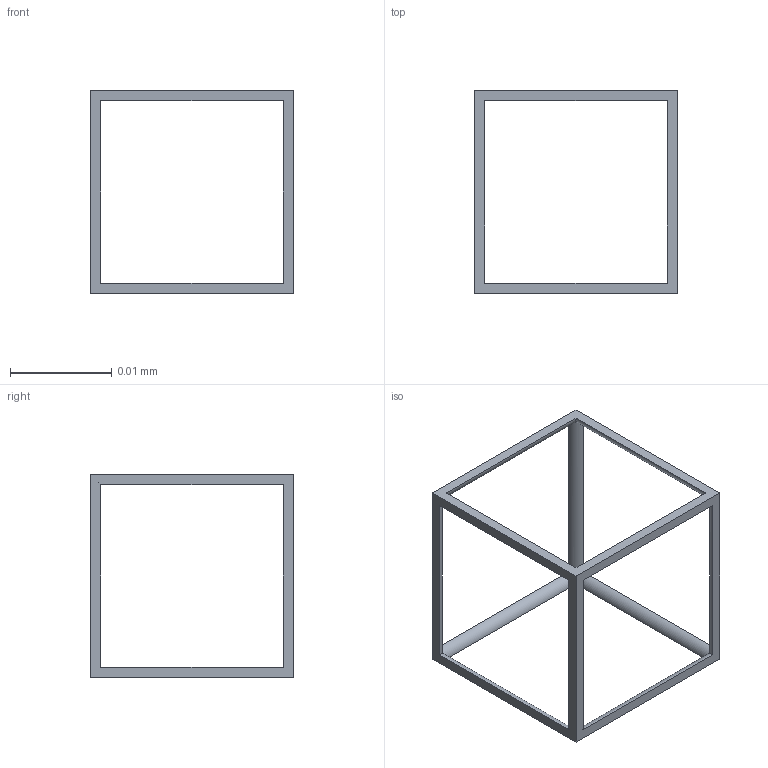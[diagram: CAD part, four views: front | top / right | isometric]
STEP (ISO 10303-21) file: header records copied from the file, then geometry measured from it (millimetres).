
FILE_DESCRIPTION (( 'STEP AP203' ), '1' );
FILE_NAME ('cubic.STEP', '2025-11-07T05:38:23', ( '' ), ( '' ), 'SwSTEP 2.0', 'SolidWorks 2024', '' );
FILE_SCHEMA (( 'CONFIG_CONTROL_DESIGN' ));
Length unit declared in the file: millimetre
Products named in the file (1): cubic
Bounding box: 0.02 x 0.02 x 0.02 mm (x, y, z)
Volume: 0 mm3; surface area: 0 mm2
Topology: 1 solids, 1 shells, 18 faces, 60 edges, 40 vertices
Faces by surface type: cylinder 12, plane 6
Entity records: 741 total; most frequent: CARTESIAN_POINT 191, ORIENTED_EDGE 120, DIRECTION 74, EDGE_CURVE 60, VERTEX_POINT 40, LINE 36, VECTOR 36, EDGE_LOOP 24
